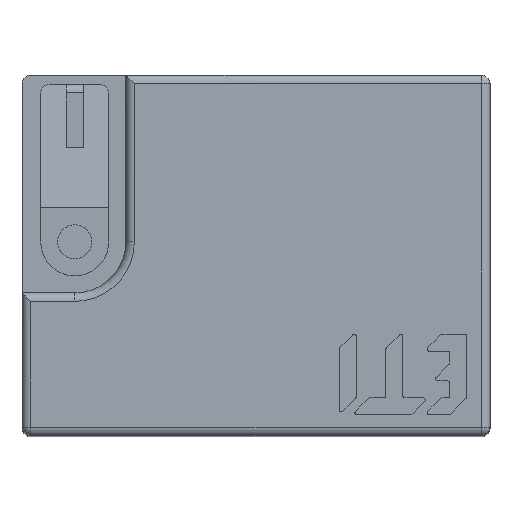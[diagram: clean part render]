
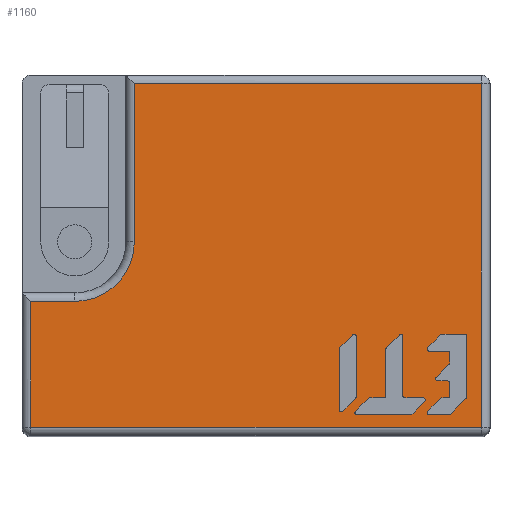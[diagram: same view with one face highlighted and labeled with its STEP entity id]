
A CAD part, top view. The second image highlights one B-rep face of the part: STEP entity #1160.
In plain terms, the highlighted planar face has unit normal (0, 0, 1).
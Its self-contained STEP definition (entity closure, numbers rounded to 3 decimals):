
#143=DIRECTION('',(1.,0.,0.));
#144=VECTOR('',#143,26.5);
#145=CARTESIAN_POINT('',(-5664.682,2405.343,35.6));
#146=LINE('',#145,#144);
#196=CARTESIAN_POINT('',(-5664.682,2412.743,35.6));
#201=DIRECTION('',(0.,-1.,0.));
#202=VECTOR('',#201,7.4);
#203=CARTESIAN_POINT('',(-5664.682,2412.743,35.6));
#204=LINE('',#203,#202);
#272=CARTESIAN_POINT('',(-5658.582,2425.543,35.6));
#277=DIRECTION('',(0.,-1.,0.));
#278=VECTOR('',#277,9.3);
#279=CARTESIAN_POINT('',(-5658.582,2425.543,35.6));
#280=LINE('',#279,#278);
#315=DIRECTION('',(-1.,0.,0.));
#316=VECTOR('',#315,2.6);
#317=CARTESIAN_POINT('',(-5662.082,2412.743,35.6));
#318=LINE('',#317,#316);
#322=CARTESIAN_POINT('',(-5662.082,2416.243,35.6));
#323=DIRECTION('',(0.,0.,1.));
#324=DIRECTION('',(0.,-1.,0.));
#325=AXIS2_PLACEMENT_3D('',#322,#323,#324);
#330=DIRECTION('',(0.,1.,0.));
#331=VECTOR('',#330,20.2);
#332=CARTESIAN_POINT('',(-5638.182,2405.343,35.6));
#333=LINE('',#332,#331);
#420=DIRECTION('',(-1.,0.,0.));
#421=VECTOR('',#420,20.4);
#422=CARTESIAN_POINT('',(-5638.182,2425.543,35.6));
#423=LINE('',#422,#421);
#810=CARTESIAN_POINT('',(-5664.682,2405.343,35.6));
#811=VERTEX_POINT('',#810);
#812=CARTESIAN_POINT('',(-5638.182,2405.343,35.6));
#813=VERTEX_POINT('',#812);
#818=VERTEX_POINT('',#196);
#823=CARTESIAN_POINT('',(-5658.582,2416.243,35.6));
#824=VERTEX_POINT('',#823);
#825=VERTEX_POINT('',#272);
#826=CARTESIAN_POINT('',(-5662.082,2412.743,35.6));
#827=VERTEX_POINT('',#826);
#828=CARTESIAN_POINT('',(-5638.182,2425.543,35.6));
#829=VERTEX_POINT('',#828);
#1144=CARTESIAN_POINT('',(-5665.182,2404.843,35.6));
#1145=DIRECTION('',(0.,0.,1.));
#1146=DIRECTION('',(1.,0.,0.));
#1147=AXIS2_PLACEMENT_3D('',#1144,#1145,#1146);
#1148=PLANE('',#1147);
#1150=ORIENTED_EDGE('',*,*,#1149,.F.);
#1151=ORIENTED_EDGE('',*,*,#984,.F.);
#1152=ORIENTED_EDGE('',*,*,#1015,.F.);
#1153=ORIENTED_EDGE('',*,*,#1139,.F.);
#1154=ORIENTED_EDGE('',*,*,#1126,.T.);
#1155=ORIENTED_EDGE('',*,*,#1112,.F.);
#1157=ORIENTED_EDGE('',*,*,#1156,.F.);
#1158=EDGE_LOOP('',(#1150,#1151,#1152,#1153,#1154,#1155,#1157));
#1159=FACE_OUTER_BOUND('',#1158,.F.);
#326=CIRCLE('',#325,3.5);
#984=EDGE_CURVE('',#811,#813,#146,.T.);
#1015=EDGE_CURVE('',#818,#811,#204,.T.);
#1112=EDGE_CURVE('',#825,#824,#280,.T.);
#1126=EDGE_CURVE('',#827,#824,#326,.T.);
#1139=EDGE_CURVE('',#827,#818,#318,.T.);
#1149=EDGE_CURVE('',#813,#829,#333,.T.);
#1156=EDGE_CURVE('',#829,#825,#423,.T.);
#1160=ADVANCED_FACE('',(#1159),#1148,.T.);
